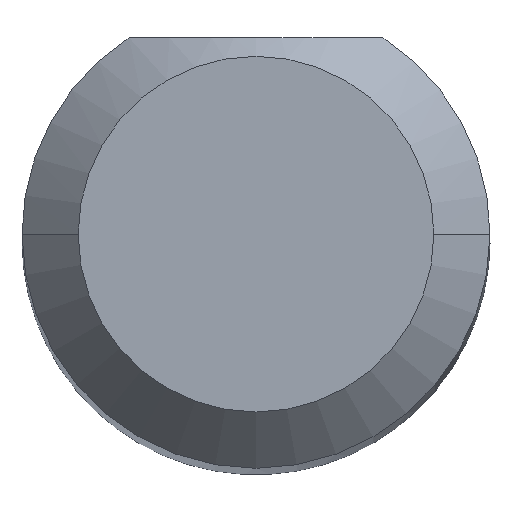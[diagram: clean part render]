
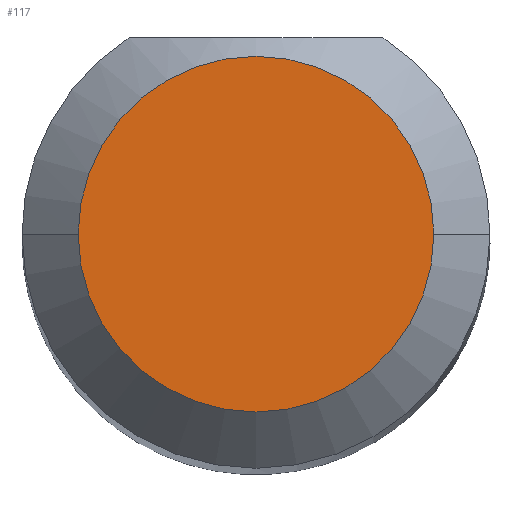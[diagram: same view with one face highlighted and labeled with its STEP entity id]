
A CAD part, top view. The second image highlights one B-rep face of the part: STEP entity #117.
In plain terms, the highlighted planar face has unit normal (0, 0, 1).
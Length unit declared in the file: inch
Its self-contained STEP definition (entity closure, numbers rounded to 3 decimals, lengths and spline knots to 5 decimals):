
#4 = CIRCLE ( 'NONE', #660, 0.0475 ) ;
#24 = AXIS2_PLACEMENT_3D ( 'NONE', #562, #259, #606 ) ;
#71 = DIRECTION ( 'NONE',  ( 1., 0., 0. ) ) ;
#77 = EDGE_LOOP ( 'NONE', ( #295, #415 ) ) ;
#117 = ADVANCED_FACE ( 'NONE', ( #198 ), #262, .T. ) ;
#121 = EDGE_CURVE ( 'NONE', #205, #652, #514, .T. ) ;
#198 = FACE_OUTER_BOUND ( 'NONE', #77, .T. ) ;
#205 = VERTEX_POINT ( 'NONE', #663 ) ;
#221 = DIRECTION ( 'NONE',  ( 0., 0., 1. ) ) ;
#251 = EDGE_CURVE ( 'NONE', #652, #205, #4, .T. ) ;
#259 = DIRECTION ( 'NONE',  ( 0., 0., 1. ) ) ;
#262 = PLANE ( 'NONE',  #483 ) ;
#295 = ORIENTED_EDGE ( 'NONE', *, *, #121, .T. ) ;
#365 = CARTESIAN_POINT ( 'NONE',  ( 0.0475, 0., 1.5 ) ) ;
#415 = ORIENTED_EDGE ( 'NONE', *, *, #251, .T. ) ;
#458 = DIRECTION ( 'NONE',  ( 0., 0., 1. ) ) ;
#468 = CARTESIAN_POINT ( 'NONE',  ( 0., 0., 1.5 ) ) ;
#483 = AXIS2_PLACEMENT_3D ( 'NONE', #547, #458, #551 ) ;
#514 = CIRCLE ( 'NONE', #24, 0.0475 ) ;
#547 = CARTESIAN_POINT ( 'NONE',  ( 0., 0., 1.5 ) ) ;
#551 = DIRECTION ( 'NONE',  ( 1., 0., 0. ) ) ;
#562 = CARTESIAN_POINT ( 'NONE',  ( 0., 0., 1.5 ) ) ;
#606 = DIRECTION ( 'NONE',  ( 1., 0., 0. ) ) ;
#652 = VERTEX_POINT ( 'NONE', #365 ) ;
#660 = AXIS2_PLACEMENT_3D ( 'NONE', #468, #221, #71 ) ;
#663 = CARTESIAN_POINT ( 'NONE',  ( -0.0475, 0., 1.5 ) ) ;
